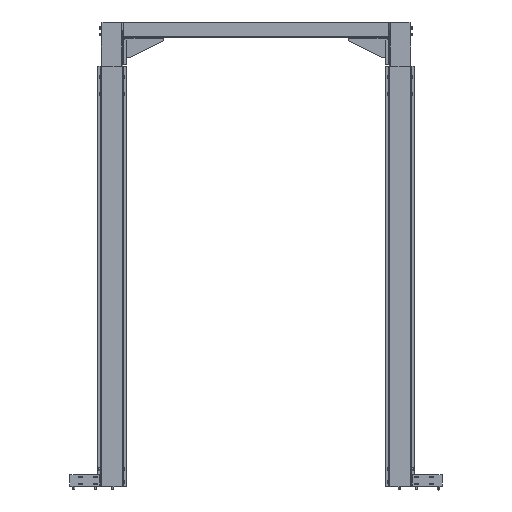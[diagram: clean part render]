
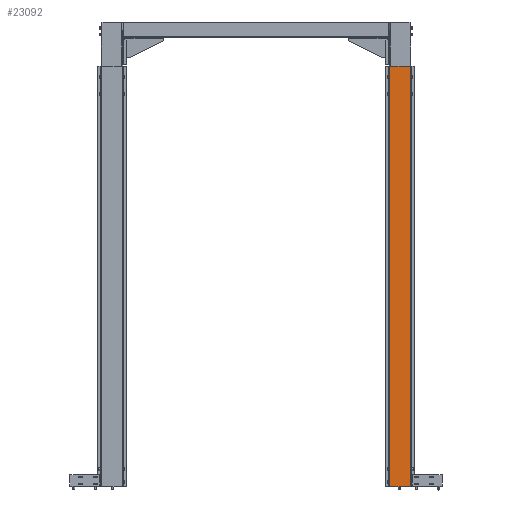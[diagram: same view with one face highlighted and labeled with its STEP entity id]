
A CAD part, top view. The second image highlights one B-rep face of the part: STEP entity #23092.
In plain terms, the highlighted face is planar.
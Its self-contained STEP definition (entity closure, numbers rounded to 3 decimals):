
#632 = DIRECTION ( 'NONE',  ( 0., 0., 1. ) ) ;
#2817 = FACE_OUTER_BOUND ( 'NONE', #18339, .T. ) ;
#4516 = VECTOR ( 'NONE', #30408, 1000. ) ;
#5428 = CARTESIAN_POINT ( 'NONE',  ( 2., 0., -48.5 ) ) ;
#5909 = ORIENTED_EDGE ( 'NONE', *, *, #31113, .T. ) ;
#7891 = CARTESIAN_POINT ( 'NONE',  ( 1950., 0., 48.5 ) ) ;
#8099 = CARTESIAN_POINT ( 'NONE',  ( 2., 0., -54.5 ) ) ;
#9556 = VERTEX_POINT ( 'NONE', #7891 ) ;
#12033 = VERTEX_POINT ( 'NONE', #26559 ) ;
#13240 = ORIENTED_EDGE ( 'NONE', *, *, #38363, .T. ) ;
#13926 = CARTESIAN_POINT ( 'NONE',  ( 1950., 0., 52.5 ) ) ;
#16629 = CARTESIAN_POINT ( 'NONE',  ( 1950., 0., 52.5 ) ) ;
#16784 = AXIS2_PLACEMENT_3D ( 'NONE', #16629, #27053, #30672 ) ;
#17029 = EDGE_CURVE ( 'NONE', #32172, #41996, #29152, .T. ) ;
#17033 = EDGE_CURVE ( 'NONE', #41996, #12033, #42755, .T. ) ;
#17115 = DIRECTION ( 'NONE',  ( 0., 0., 1. ) ) ;
#18339 = EDGE_LOOP ( 'NONE', ( #13240, #20962, #21367, #5909 ) ) ;
#20962 = ORIENTED_EDGE ( 'NONE', *, *, #17033, .F. ) ;
#21367 = ORIENTED_EDGE ( 'NONE', *, *, #17029, .F. ) ;
#21467 = CARTESIAN_POINT ( 'NONE',  ( 1950., 0., -48.5 ) ) ;
#22380 = VECTOR ( 'NONE', #36179, 1000. ) ;
#23092 = ADVANCED_FACE ( 'NONE', ( #2817 ), #24099, .T. ) ;
#24099 = PLANE ( 'NONE',  #16784 ) ;
#26559 = CARTESIAN_POINT ( 'NONE',  ( 2., 0., 48.5 ) ) ;
#27053 = DIRECTION ( 'NONE',  ( 0., -1., 0. ) ) ;
#27187 = VECTOR ( 'NONE', #17115, 1000. ) ;
#27252 = CARTESIAN_POINT ( 'NONE',  ( 1950., 0., 48.5 ) ) ;
#29152 = LINE ( 'NONE', #21467, #22380 ) ;
#30408 = DIRECTION ( 'NONE',  ( -1., 0., 0. ) ) ;
#30672 = DIRECTION ( 'NONE',  ( 0., 0., -1. ) ) ;
#31113 = EDGE_CURVE ( 'NONE', #32172, #9556, #38381, .T. ) ;
#32172 = VERTEX_POINT ( 'NONE', #36149 ) ;
#33948 = VECTOR ( 'NONE', #632, 1000. ) ;
#34033 = LINE ( 'NONE', #27252, #4516 ) ;
#36149 = CARTESIAN_POINT ( 'NONE',  ( 1950., 0., -48.5 ) ) ;
#36179 = DIRECTION ( 'NONE',  ( -1., 0., 0. ) ) ;
#38363 = EDGE_CURVE ( 'NONE', #9556, #12033, #34033, .T. ) ;
#38381 = LINE ( 'NONE', #13926, #27187 ) ;
#41996 = VERTEX_POINT ( 'NONE', #5428 ) ;
#42755 = LINE ( 'NONE', #8099, #33948 ) ;
